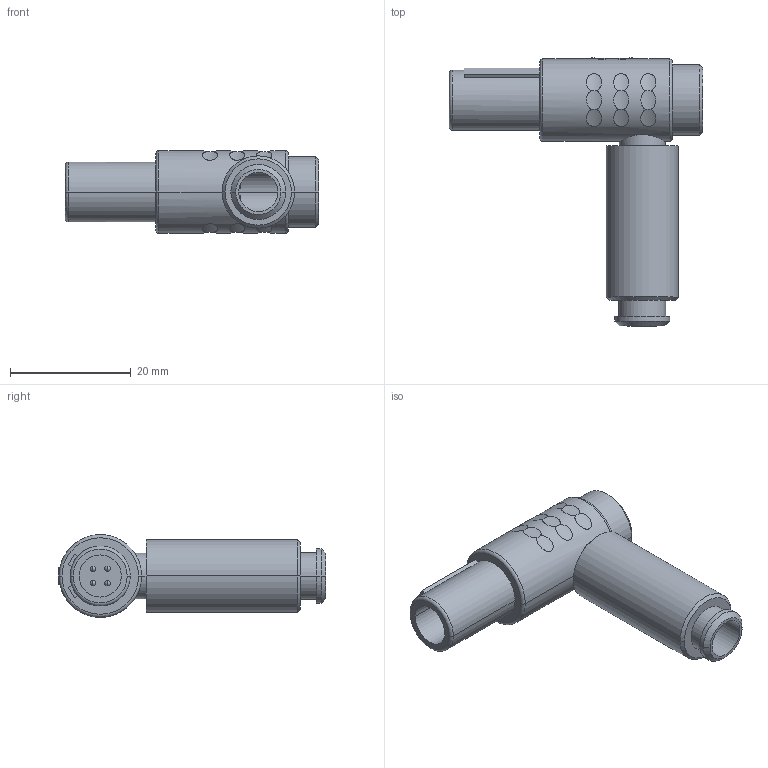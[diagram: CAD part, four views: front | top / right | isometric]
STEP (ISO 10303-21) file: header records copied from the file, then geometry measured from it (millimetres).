
FILE_DESCRIPTION((''),'2;1');
FILE_NAME('W21MC_-P04M','2023-09-12T14:58:58',('RTrager'),(''),'CREO PARAMETRIC BY PTC INC, 2022014','CREO PARAMETRIC BY PTC INC, 2022014','');
FILE_SCHEMA(('AUTOMOTIVE_DESIGN { 1 0 10303 214 1 1 1 1 }'));
Length unit declared in the file: millimetre
Products named in the file (1): W21MC_-P04M
Bounding box: 42 x 44.45 x 13.7 mm (x, y, z)
Volume: 6009.9 mm3; surface area: 4488.6 mm2
Topology: 1 solids, 1 shells, 166 faces, 410 edges, 257 vertices
Faces by surface type: cylinder 76, plane 60, torus 10, sphere 8, cone 6, bspline 6
Entity records: 9209 total; most frequent: CARTESIAN_POINT 1931, DIRECTION 851, ORIENTED_EDGE 804, PROPERTY_DEFINITION 409, REPRESENTATION 408, PROPERTY_DEFINITION_REPRESENTATION 408, EDGE_CURVE 402, AXIS2_PLACEMENT_3D 336
